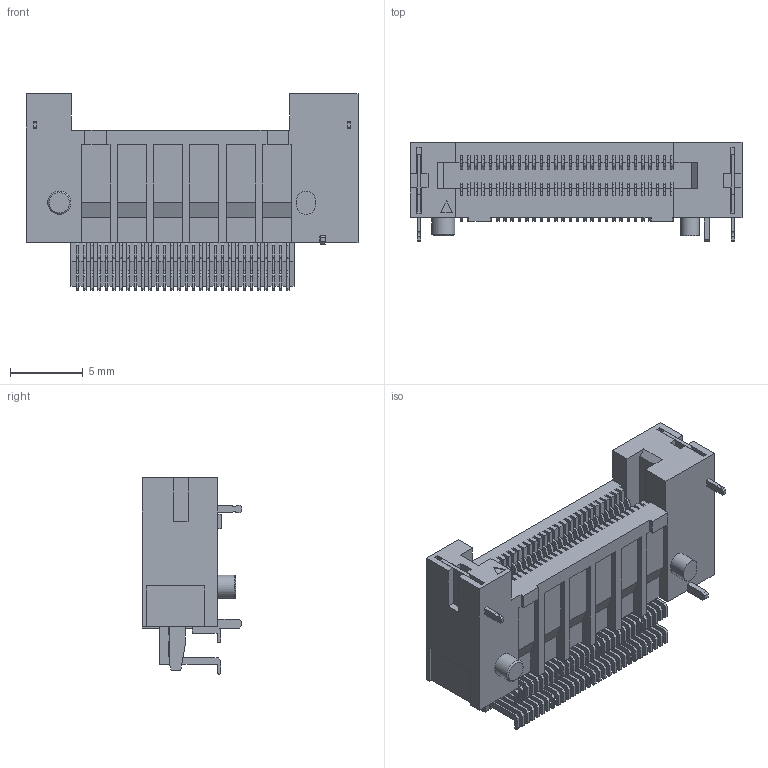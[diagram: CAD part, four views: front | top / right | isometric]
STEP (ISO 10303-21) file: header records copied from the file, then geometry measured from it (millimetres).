
FILE_DESCRIPTION(/* description */ ('STEP AP214'),/* implementation_level */ '2;1');
FILE_NAME(/* name */ 'MEC5-030-01-L-RA-W1-TR',/* time_stamp */ '2024-09-21T19:56:55+02:00',/* author */ ('License CC BY-ND 4.0'),/* organization */ ('CADENAS'),/* preprocessor_version */ 'ST-DEVELOPER v19.3',/* originating_system */ 'PARTsolutions',/* authorisation */ ' ');
FILE_SCHEMA (('AUTOMOTIVE_DESIGN {1 0 10303 214 3 1 1}'));
Length unit declared in the file: millimetre
Products named in the file (3): MEC5-030-01-L-RA-W1-TR; MEC5-RA-30--W1_socket; MEC5-RA-30-02-W1_pins
Assembly tree (2 placements, depth 2):
  MEC5-030-01-L-RA-W1-TR
    MEC5-RA-30--W1_socket
    MEC5-RA-30-02-W1_pins
Bounding box: 22.88 x 6.85 x 13.53 mm (x, y, z)
Volume: 886 mm3; surface area: 2656.9 mm2
Topology: 2 solids, 2 shells, 1723 faces, 4965 edges, 3310 vertices
Faces by surface type: plane 1565, cylinder 157, cone 1
Full cylindrical faces by diameter (mm): 1.6 x1
Entity records: 55679 total; most frequent: CARTESIAN_POINT 9997, ORIENTED_EDGE 9924, DIRECTION 8729, EDGE_CURVE 4962, LINE 4647, VECTOR 4647, VERTEX_POINT 3309, AXIS2_PLACEMENT_3D 2041
